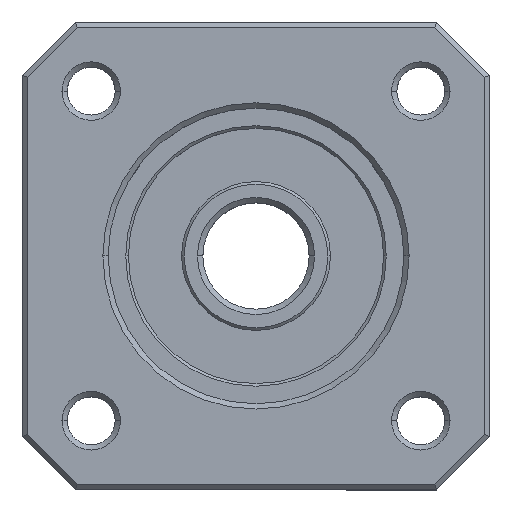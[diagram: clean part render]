
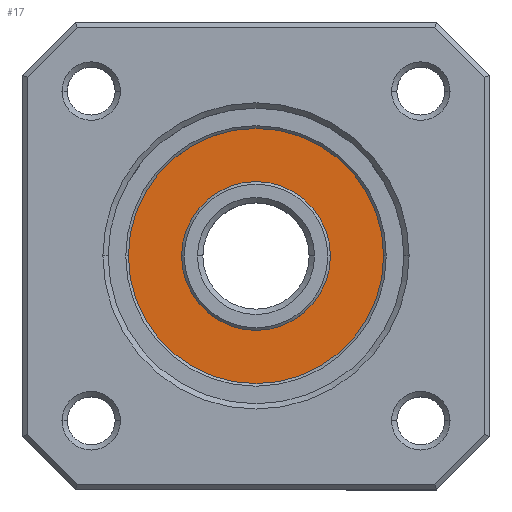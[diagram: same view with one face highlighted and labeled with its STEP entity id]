
A CAD part, top view. The second image highlights one B-rep face of the part: STEP entity #17.
In plain terms, the highlighted planar face has unit normal (0, 0, 1).
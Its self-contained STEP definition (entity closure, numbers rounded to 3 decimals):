
#17 = ADVANCED_FACE ( 'NONE', ( #1668, #1119 ), #1117, .T. ) ;
#47 = EDGE_CURVE ( 'NONE', #1618, #1632, #690, .T. ) ;
#49 = EDGE_CURVE ( 'NONE', #1636, #1640, #688, .T. ) ;
#71 = EDGE_CURVE ( 'NONE', #1640, #1636, #650, .T. ) ;
#74 = EDGE_CURVE ( 'NONE', #1632, #1618, #644, .T. ) ;
#642 = AXIS2_PLACEMENT_3D ( 'NONE', #898, #1205, #899 ) ;
#644 = CIRCLE ( 'NONE', #642, 12. ) ;
#646 = AXIS2_PLACEMENT_3D ( 'NONE', #892, #1181, #1179 ) ;
#650 = CIRCLE ( 'NONE', #646, 7. ) ;
#683 = AXIS2_PLACEMENT_3D ( 'NONE', #1331, #1330, #1329 ) ;
#687 = AXIS2_PLACEMENT_3D ( 'NONE', #1338, #1337, #1336 ) ;
#688 = CIRCLE ( 'NONE', #683, 7. ) ;
#690 = CIRCLE ( 'NONE', #687, 12. ) ;
#766 = AXIS2_PLACEMENT_3D ( 'NONE', #1109, #1107, #1106 ) ;
#892 = CARTESIAN_POINT ( 'NONE',  ( 0., 0., 3. ) ) ;
#898 = CARTESIAN_POINT ( 'NONE',  ( 0., 0., 3. ) ) ;
#899 = DIRECTION ( 'NONE',  ( 1., 0., 0. ) ) ;
#1106 = DIRECTION ( 'NONE',  ( 1., 0., 0. ) ) ;
#1107 = DIRECTION ( 'NONE',  ( 0., 0., 1. ) ) ;
#1109 = CARTESIAN_POINT ( 'NONE',  ( 0., 0., 3. ) ) ;
#1117 = PLANE ( 'NONE',  #766 ) ;
#1119 = FACE_OUTER_BOUND ( 'NONE', #1679, .T. ) ;
#1179 = DIRECTION ( 'NONE',  ( 1., 0., 0. ) ) ;
#1181 = DIRECTION ( 'NONE',  ( 0., 0., 1. ) ) ;
#1205 = DIRECTION ( 'NONE',  ( 0., 0., 1. ) ) ;
#1329 = DIRECTION ( 'NONE',  ( 1., 0., 0. ) ) ;
#1330 = DIRECTION ( 'NONE',  ( 0., 0., 1. ) ) ;
#1331 = CARTESIAN_POINT ( 'NONE',  ( 0., 0., 3. ) ) ;
#1336 = DIRECTION ( 'NONE',  ( 1., 0., 0. ) ) ;
#1337 = DIRECTION ( 'NONE',  ( 0., 0., 1. ) ) ;
#1338 = CARTESIAN_POINT ( 'NONE',  ( 0., 0., 3. ) ) ;
#1391 = ORIENTED_EDGE ( 'NONE', *, *, #71, .F. ) ;
#1392 = ORIENTED_EDGE ( 'NONE', *, *, #49, .F. ) ;
#1393 = ORIENTED_EDGE ( 'NONE', *, *, #47, .T. ) ;
#1394 = ORIENTED_EDGE ( 'NONE', *, *, #74, .T. ) ;
#1618 = VERTEX_POINT ( 'NONE', #2205 ) ;
#1632 = VERTEX_POINT ( 'NONE', #2363 ) ;
#1636 = VERTEX_POINT ( 'NONE', #2364 ) ;
#1640 = VERTEX_POINT ( 'NONE', #2354 ) ;
#1668 = FACE_BOUND ( 'NONE', #1672, .T. ) ;
#1672 = EDGE_LOOP ( 'NONE', ( #1391, #1392 ) ) ;
#1679 = EDGE_LOOP ( 'NONE', ( #1393, #1394 ) ) ;
#2205 = CARTESIAN_POINT ( 'NONE',  ( 12., 0., 3. ) ) ;
#2354 = CARTESIAN_POINT ( 'NONE',  ( 7., 0., 3. ) ) ;
#2363 = CARTESIAN_POINT ( 'NONE',  ( -12., 0., 3. ) ) ;
#2364 = CARTESIAN_POINT ( 'NONE',  ( -7., 0., 3. ) ) ;
